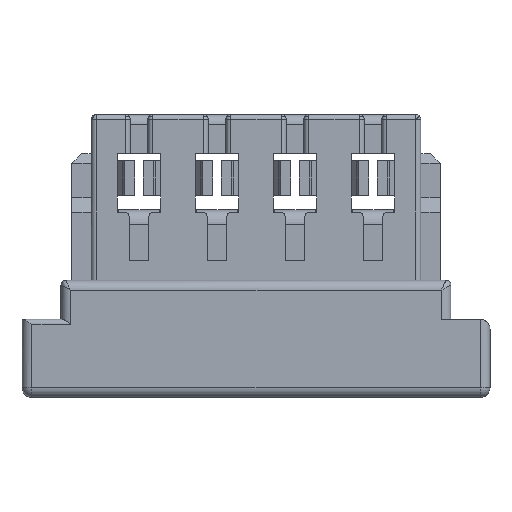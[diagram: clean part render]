
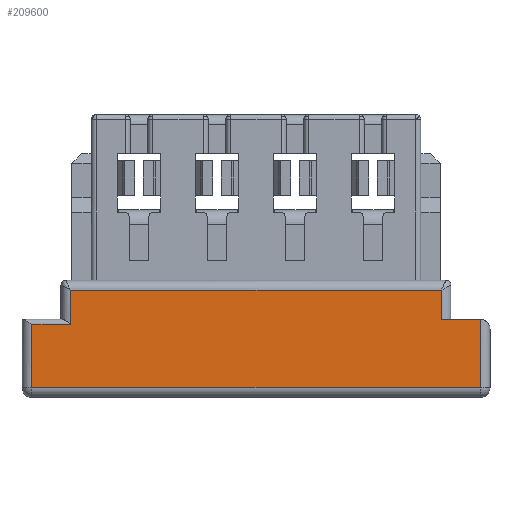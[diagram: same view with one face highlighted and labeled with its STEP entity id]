
A CAD part, front view. The second image highlights one B-rep face of the part: STEP entity #209600.
In plain terms, the highlighted planar face has unit normal (0, -1, 0).
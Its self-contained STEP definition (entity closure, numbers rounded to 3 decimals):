
#440=CARTESIAN_POINT('',(-8.3,0.,1.1));
#450=VERTEX_POINT('',#440);
#12250=CARTESIAN_POINT('',(-8.7,0.,0.75));
#12260=VERTEX_POINT('',#12250);
#12290=CARTESIAN_POINT('',(-8.7,0.,0.));
#12300=DIRECTION('',(0.,0.,1.));
#12310=VECTOR('',#12300,1.);
#12320=LINE('',#12290,#12310);
#12330=CARTESIAN_POINT('',(-8.7,0.,0.1));
#12340=VERTEX_POINT('',#12330);
#12350=EDGE_CURVE('',#12340,#12260,#12320,.T.);
#12610=CARTESIAN_POINT('',(-8.3,0.,1.172));
#12620=DIRECTION('',(0.,0.,-1.));
#12630=VECTOR('',#12620,1.);
#12640=LINE('',#12610,#12630);
#12650=CARTESIAN_POINT('',(-8.3,0.,0.75));
#12660=VERTEX_POINT('',#12650);
#12670=EDGE_CURVE('',#450,#12660,#12640,.T.);
#16320=CARTESIAN_POINT('',(0.,0.,0.75));
#16330=DIRECTION('',(1.,0.,0.));
#16340=VECTOR('',#16330,1.);
#16350=LINE('',#16320,#16340);
#16360=EDGE_CURVE('',#12260,#12660,#16350,.T.);
#106560=CARTESIAN_POINT('',(-4.5,0.,1.1));
#106570=VERTEX_POINT('',#106560);
#106600=CARTESIAN_POINT('',(8.684,0.,1.1));
#106610=DIRECTION('',(-1.,0.,0.));
#106620=VECTOR('',#106610,1.);
#106630=LINE('',#106600,#106620);
#106640=EDGE_CURVE('',#106570,#450,#106630,.T.);
#137170=CARTESIAN_POINT('',(-4.1,0.,0.8));
#137180=VERTEX_POINT('',#137170);
#137360=CARTESIAN_POINT('',(-4.1,0.,0.1));
#137370=VERTEX_POINT('',#137360);
#137400=CARTESIAN_POINT('',(-4.1,0.,0.));
#137410=DIRECTION('',(0.,0.,1.));
#137420=VECTOR('',#137410,1.);
#137430=LINE('',#137400,#137420);
#137440=EDGE_CURVE('',#137370,#137180,#137430,.T.);
#209280=CARTESIAN_POINT('',(-4.8,0.,0.6));
#209290=DIRECTION('',(0.,-1.,0.));
#209300=DIRECTION('',(1.,0.,0.));
#209310=AXIS2_PLACEMENT_3D('',#209280,#209290,#209300);
#209320=PLANE('',#209310);
#209330=ORIENTED_EDGE('',*,*,#12350,.F.);
#209340=ORIENTED_EDGE('',*,*,#16360,.F.);
#209350=ORIENTED_EDGE('',*,*,#12670,.T.);
#209360=ORIENTED_EDGE('',*,*,#106640,.T.);
#209370=CARTESIAN_POINT('',(-4.5,0.,0.028));
#209380=DIRECTION('',(0.,0.,1.));
#209390=VECTOR('',#209380,1.);
#209400=LINE('',#209370,#209390);
#209410=CARTESIAN_POINT('',(-4.5,0.,0.8));
#209420=VERTEX_POINT('',#209410);
#209430=EDGE_CURVE('',#209420,#106570,#209400,.T.);
#209440=ORIENTED_EDGE('',*,*,#209430,.T.);
#209450=CARTESIAN_POINT('',(-4.5,0.,0.8));
#209460=DIRECTION('',(1.,0.,0.));
#209470=VECTOR('',#209460,1.);
#209480=LINE('',#209450,#209470);
#209490=EDGE_CURVE('',#209420,#137180,#209480,.T.);
#209500=ORIENTED_EDGE('',*,*,#209490,.F.);
#209510=ORIENTED_EDGE('',*,*,#137440,.T.);
#209520=CARTESIAN_POINT('',(-12.8,0.,0.1));
#209530=DIRECTION('',(1.,0.,0.));
#209540=VECTOR('',#209530,1.);
#209550=LINE('',#209520,#209540);
#209560=EDGE_CURVE('',#12340,#137370,#209550,.T.);
#209570=ORIENTED_EDGE('',*,*,#209560,.T.);
#209580=EDGE_LOOP('',(#209570,#209510,#209500,#209440,#209360,#209350,
#209340,#209330));
#209590=FACE_OUTER_BOUND('',#209580,.T.);
#209600=ADVANCED_FACE('',(#209590),#209320,.T.);
